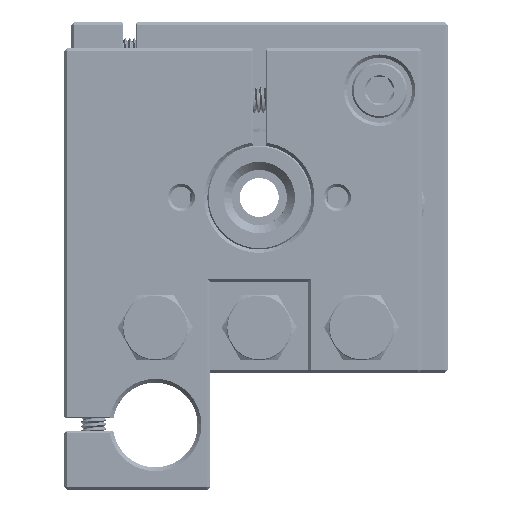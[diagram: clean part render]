
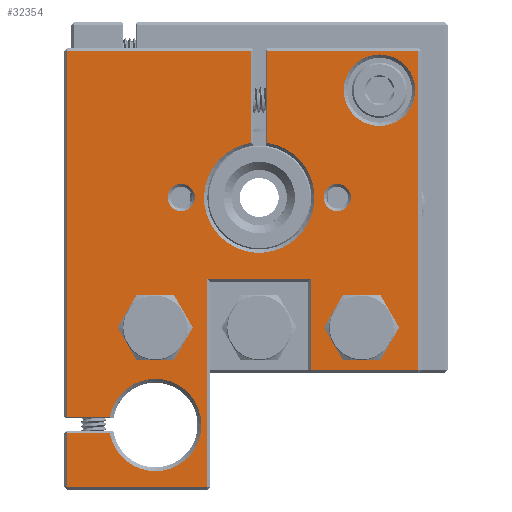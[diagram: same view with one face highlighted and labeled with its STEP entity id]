
A CAD part, left-side view. The second image highlights one B-rep face of the part: STEP entity #32354.
In plain terms, the highlighted planar face has unit normal (-1, 0, 0).
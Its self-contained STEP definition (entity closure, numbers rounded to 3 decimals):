
#460=FACE_BOUND('',#3094,.T.);
#461=FACE_BOUND('',#3095,.T.);
#462=FACE_BOUND('',#3096,.T.);
#463=FACE_BOUND('',#3097,.T.);
#464=FACE_BOUND('',#3098,.T.);
#566=PLANE('',#34496);
#1194=FACE_OUTER_BOUND('',#3093,.T.);
#3093=EDGE_LOOP('',(#21249,#21250,#21251,#21252,#21253,#21254,#21255,#21256,
#21257,#21258,#21259,#21260,#21261,#21262,#21263,#21264));
#3094=EDGE_LOOP('',(#21265));
#3095=EDGE_LOOP('',(#21266));
#3096=EDGE_LOOP('',(#21267));
#3097=EDGE_LOOP('',(#21268));
#3098=EDGE_LOOP('',(#21269));
#4923=CIRCLE('',#34494,5.5);
#4925=CIRCLE('',#34497,8.5);
#4926=CIRCLE('',#34498,7.1);
#4927=CIRCLE('',#34499,4.1);
#4928=CIRCLE('',#34500,2.1);
#4929=CIRCLE('',#34501,2.1);
#4930=CIRCLE('',#34502,4.1);
#8395=LINE('',#50129,#10211);
#8396=LINE('',#50131,#10212);
#8397=LINE('',#50133,#10213);
#8398=LINE('',#50135,#10214);
#8399=LINE('',#50139,#10215);
#8400=LINE('',#50141,#10216);
#8401=LINE('',#50143,#10217);
#8402=LINE('',#50145,#10218);
#8403=LINE('',#50147,#10219);
#8404=LINE('',#50149,#10220);
#8405=LINE('',#50151,#10221);
#8406=LINE('',#50153,#10222);
#8407=LINE('',#50155,#10223);
#8408=LINE('',#50156,#10224);
#10211=VECTOR('',#37208,10.);
#10212=VECTOR('',#37209,10.);
#10213=VECTOR('',#37210,10.);
#10214=VECTOR('',#37211,10.);
#10215=VECTOR('',#37214,10.);
#10216=VECTOR('',#37215,10.);
#10217=VECTOR('',#37216,10.);
#10218=VECTOR('',#37217,10.);
#10219=VECTOR('',#37218,10.);
#10220=VECTOR('',#37219,10.);
#10221=VECTOR('',#37220,10.);
#10222=VECTOR('',#37221,10.);
#10223=VECTOR('',#37222,10.);
#10224=VECTOR('',#37223,10.);
#12296=VERTEX_POINT('',#50119);
#12298=VERTEX_POINT('',#50125);
#12299=VERTEX_POINT('',#50126);
#12300=VERTEX_POINT('',#50128);
#12301=VERTEX_POINT('',#50130);
#12302=VERTEX_POINT('',#50132);
#12303=VERTEX_POINT('',#50134);
#12304=VERTEX_POINT('',#50136);
#12305=VERTEX_POINT('',#50138);
#12306=VERTEX_POINT('',#50140);
#12307=VERTEX_POINT('',#50142);
#12308=VERTEX_POINT('',#50144);
#12309=VERTEX_POINT('',#50146);
#12310=VERTEX_POINT('',#50148);
#12311=VERTEX_POINT('',#50150);
#12312=VERTEX_POINT('',#50152);
#12313=VERTEX_POINT('',#50154);
#12314=VERTEX_POINT('',#50157);
#12315=VERTEX_POINT('',#50159);
#12316=VERTEX_POINT('',#50161);
#12317=VERTEX_POINT('',#50163);
#15865=EDGE_CURVE('',#12296,#12296,#4923,.T.);
#15868=EDGE_CURVE('',#12298,#12299,#4925,.T.);
#15869=EDGE_CURVE('',#12300,#12298,#8395,.T.);
#15870=EDGE_CURVE('',#12301,#12300,#8396,.T.);
#15871=EDGE_CURVE('',#12302,#12301,#8397,.T.);
#15872=EDGE_CURVE('',#12303,#12302,#8398,.T.);
#15873=EDGE_CURVE('',#12304,#12303,#4926,.T.);
#15874=EDGE_CURVE('',#12305,#12304,#8399,.T.);
#15875=EDGE_CURVE('',#12306,#12305,#8400,.T.);
#15876=EDGE_CURVE('',#12307,#12306,#8401,.T.);
#15877=EDGE_CURVE('',#12308,#12307,#8402,.T.);
#15878=EDGE_CURVE('',#12309,#12308,#8403,.T.);
#15879=EDGE_CURVE('',#12310,#12309,#8404,.T.);
#15880=EDGE_CURVE('',#12311,#12310,#8405,.T.);
#15881=EDGE_CURVE('',#12312,#12311,#8406,.T.);
#15882=EDGE_CURVE('',#12313,#12312,#8407,.T.);
#15883=EDGE_CURVE('',#12299,#12313,#8408,.T.);
#15884=EDGE_CURVE('',#12314,#12314,#4927,.T.);
#15885=EDGE_CURVE('',#12315,#12315,#4928,.T.);
#15886=EDGE_CURVE('',#12316,#12316,#4929,.T.);
#15887=EDGE_CURVE('',#12317,#12317,#4930,.T.);
#21249=ORIENTED_EDGE('',*,*,#15868,.F.);
#21250=ORIENTED_EDGE('',*,*,#15869,.F.);
#21251=ORIENTED_EDGE('',*,*,#15870,.F.);
#21252=ORIENTED_EDGE('',*,*,#15871,.F.);
#21253=ORIENTED_EDGE('',*,*,#15872,.F.);
#21254=ORIENTED_EDGE('',*,*,#15873,.F.);
#21255=ORIENTED_EDGE('',*,*,#15874,.F.);
#21256=ORIENTED_EDGE('',*,*,#15875,.F.);
#21257=ORIENTED_EDGE('',*,*,#15876,.F.);
#21258=ORIENTED_EDGE('',*,*,#15877,.F.);
#21259=ORIENTED_EDGE('',*,*,#15878,.F.);
#21260=ORIENTED_EDGE('',*,*,#15879,.F.);
#21261=ORIENTED_EDGE('',*,*,#15880,.F.);
#21262=ORIENTED_EDGE('',*,*,#15881,.F.);
#21263=ORIENTED_EDGE('',*,*,#15882,.F.);
#21264=ORIENTED_EDGE('',*,*,#15883,.F.);
#21265=ORIENTED_EDGE('',*,*,#15884,.F.);
#21266=ORIENTED_EDGE('',*,*,#15885,.F.);
#21267=ORIENTED_EDGE('',*,*,#15886,.F.);
#21268=ORIENTED_EDGE('',*,*,#15887,.F.);
#21269=ORIENTED_EDGE('',*,*,#15865,.F.);
#32354=ADVANCED_FACE('',(#1194,#460,#461,#462,#463,#464),#566,.T.);
#34494=AXIS2_PLACEMENT_3D('',#50120,#37199,#37200);
#34496=AXIS2_PLACEMENT_3D('',#50124,#37204,#37205);
#34497=AXIS2_PLACEMENT_3D('',#50127,#37206,#37207);
#34498=AXIS2_PLACEMENT_3D('',#50137,#37212,#37213);
#34499=AXIS2_PLACEMENT_3D('',#50158,#37224,#37225);
#34500=AXIS2_PLACEMENT_3D('',#50160,#37226,#37227);
#34501=AXIS2_PLACEMENT_3D('',#50162,#37228,#37229);
#34502=AXIS2_PLACEMENT_3D('',#50164,#37230,#37231);
#37199=DIRECTION('center_axis',(-1.,0.,0.));
#37200=DIRECTION('ref_axis',(0.,0.,1.));
#37204=DIRECTION('center_axis',(-1.,0.,0.));
#37205=DIRECTION('ref_axis',(0.,1.,0.));
#37206=DIRECTION('center_axis',(-1.,0.,0.));
#37207=DIRECTION('ref_axis',(0.,0.,-1.));
#37208=DIRECTION('',(0.,0.,-1.));
#37209=DIRECTION('',(0.,-1.,0.));
#37210=DIRECTION('',(0.,0.,1.));
#37211=DIRECTION('',(0.,1.,0.));
#37212=DIRECTION('center_axis',(-1.,0.,0.));
#37213=DIRECTION('ref_axis',(0.,0.,-1.));
#37214=DIRECTION('',(0.,-1.,0.));
#37215=DIRECTION('',(0.,0.,1.));
#37216=DIRECTION('',(0.,1.,0.));
#37217=DIRECTION('',(0.,0.,-1.));
#37218=DIRECTION('',(0.,1.,0.));
#37219=DIRECTION('',(0.,0.,1.));
#37220=DIRECTION('',(0.,1.,0.));
#37221=DIRECTION('',(0.,0.,-1.));
#37222=DIRECTION('',(0.,-1.,0.));
#37223=DIRECTION('',(0.,0.,1.));
#37224=DIRECTION('center_axis',(-1.,0.,0.));
#37225=DIRECTION('ref_axis',(0.,0.,1.));
#37226=DIRECTION('center_axis',(-1.,0.,0.));
#37227=DIRECTION('ref_axis',(0.,0.,1.));
#37228=DIRECTION('center_axis',(-1.,0.,0.));
#37229=DIRECTION('ref_axis',(0.,0.,1.));
#37230=DIRECTION('center_axis',(-1.,0.,0.));
#37231=DIRECTION('ref_axis',(0.,0.,1.));
#50119=CARTESIAN_POINT('',(0.,6.5,-12.));
#50120=CARTESIAN_POINT('Origin',(0.,6.5,-6.5));
#50124=CARTESIAN_POINT('Origin',(0.,0.,0.));
#50125=CARTESIAN_POINT('',(0.,26.25,-14.592));
#50126=CARTESIAN_POINT('',(0.,23.75,-14.592));
#50127=CARTESIAN_POINT('Origin',(0.,25.,-23.));
#50128=CARTESIAN_POINT('',(0.,26.25,-0.5));
#50129=CARTESIAN_POINT('',(0.,26.25,0.));
#50130=CARTESIAN_POINT('',(0.,54.5,-0.5));
#50131=CARTESIAN_POINT('',(0.,13.75,-0.5));
#50132=CARTESIAN_POINT('',(0.,54.5,-56.75));
#50133=CARTESIAN_POINT('',(0.,54.5,0.));
#50134=CARTESIAN_POINT('',(0.,47.989,-56.75));
#50135=CARTESIAN_POINT('',(0.,27.5,-56.75));
#50136=CARTESIAN_POINT('',(0.,47.989,-59.25));
#50137=CARTESIAN_POINT('Origin',(0.,41.,-58.));
#50138=CARTESIAN_POINT('',(0.,54.5,-59.25));
#50139=CARTESIAN_POINT('',(0.,27.5,-59.25));
#50140=CARTESIAN_POINT('',(0.,54.5,-67.5));
#50141=CARTESIAN_POINT('',(0.,54.5,0.));
#50142=CARTESIAN_POINT('',(0.,33.,-67.5));
#50143=CARTESIAN_POINT('',(0.,13.75,-67.5));
#50144=CARTESIAN_POINT('',(0.,33.,-35.5));
#50145=CARTESIAN_POINT('',(0.,33.,-18.));
#50146=CARTESIAN_POINT('',(0.,17.,-35.5));
#50147=CARTESIAN_POINT('',(0.,8.75,-35.5));
#50148=CARTESIAN_POINT('',(0.,17.,-49.5));
#50149=CARTESIAN_POINT('',(0.,17.,-25.));
#50150=CARTESIAN_POINT('',(0.,0.5,-49.5));
#50151=CARTESIAN_POINT('',(0.,0.,-49.5));
#50152=CARTESIAN_POINT('',(0.,0.5,-0.5));
#50153=CARTESIAN_POINT('',(0.,0.5,0.));
#50154=CARTESIAN_POINT('',(0.,23.75,-0.5));
#50155=CARTESIAN_POINT('',(0.,13.75,-0.5));
#50156=CARTESIAN_POINT('',(0.,23.75,0.));
#50157=CARTESIAN_POINT('',(0.,41.,-47.1));
#50158=CARTESIAN_POINT('Origin',(0.,41.,-43.));
#50159=CARTESIAN_POINT('',(0.,37.,-25.1));
#50160=CARTESIAN_POINT('Origin',(0.,37.,-23.));
#50161=CARTESIAN_POINT('',(0.,13.,-25.1));
#50162=CARTESIAN_POINT('Origin',(0.,13.,-23.));
#50163=CARTESIAN_POINT('',(0.,9.25,-47.1));
#50164=CARTESIAN_POINT('Origin',(0.,9.25,-43.));
